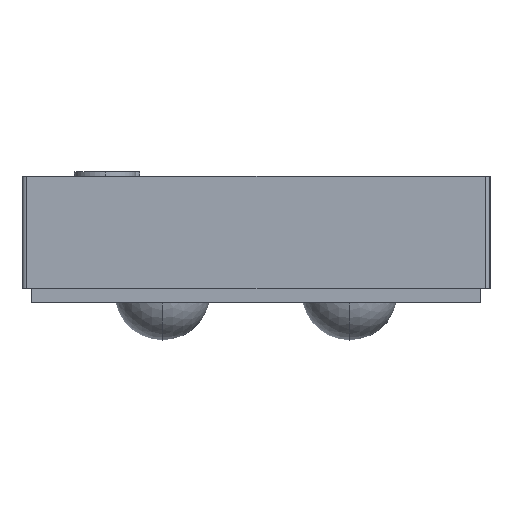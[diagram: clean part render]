
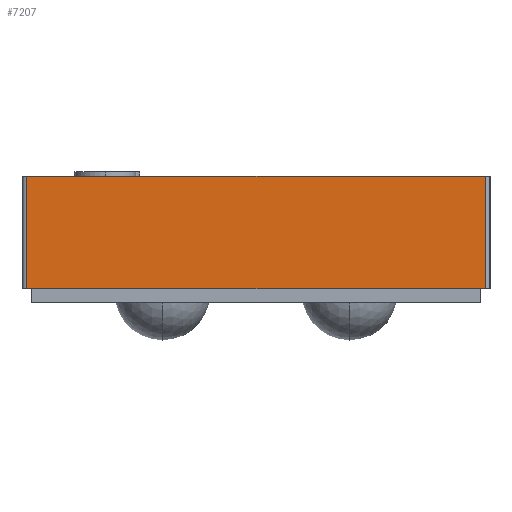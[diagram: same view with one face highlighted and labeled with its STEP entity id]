
A CAD part, left-side view. The second image highlights one B-rep face of the part: STEP entity #7207.
In plain terms, the highlighted planar face has unit normal (-1, 0, 0).
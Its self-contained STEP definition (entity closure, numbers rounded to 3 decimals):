
#103 = CARTESIAN_POINT ( 'NONE',  ( -0.75, -0.5, 0.03 ) ) ;
#201 = CARTESIAN_POINT ( 'NONE',  ( -0.75, 0.49, 0.27 ) ) ;
#266 = VERTEX_POINT ( 'NONE', #4548 ) ;
#557 = CARTESIAN_POINT ( 'NONE',  ( -0.75, 0.5, 0.27 ) ) ;
#986 = VECTOR ( 'NONE', #11747, 1000. ) ;
#1247 = DIRECTION ( 'NONE',  ( 0., 0., -1. ) ) ;
#2253 = CARTESIAN_POINT ( 'NONE',  ( -0.75, 0.49, 0.03 ) ) ;
#2339 = LINE ( 'NONE', #8964, #3092 ) ;
#2783 = EDGE_CURVE ( 'NONE', #2869, #4930, #7832, .T. ) ;
#2869 = VERTEX_POINT ( 'NONE', #201 ) ;
#2964 = LINE ( 'NONE', #103, #5298 ) ;
#3092 = VECTOR ( 'NONE', #11900, 1000. ) ;
#3128 = LINE ( 'NONE', #4999, #986 ) ;
#3312 = DIRECTION ( 'NONE',  ( 0., 1., 0. ) ) ;
#3438 = EDGE_CURVE ( 'NONE', #2869, #266, #2339, .T. ) ;
#3443 = CARTESIAN_POINT ( 'NONE',  ( -0.75, -0.49, 0.03 ) ) ;
#4548 = CARTESIAN_POINT ( 'NONE',  ( -0.75, -0.49, 0.27 ) ) ;
#4854 = ORIENTED_EDGE ( 'NONE', *, *, #3438, .F. ) ;
#4930 = VERTEX_POINT ( 'NONE', #2253 ) ;
#4970 = AXIS2_PLACEMENT_3D ( 'NONE', #557, #7284, #3312 ) ;
#4999 = CARTESIAN_POINT ( 'NONE',  ( -0.75, -0.49, 0.27 ) ) ;
#5298 = VECTOR ( 'NONE', #8475, 1000. ) ;
#6250 = PLANE ( 'NONE',  #4970 ) ;
#6463 = VECTOR ( 'NONE', #1247, 1000. ) ;
#7027 = ORIENTED_EDGE ( 'NONE', *, *, #2783, .T. ) ;
#7099 = EDGE_CURVE ( 'NONE', #7835, #266, #3128, .T. ) ;
#7185 = ORIENTED_EDGE ( 'NONE', *, *, #7099, .T. ) ;
#7207 = ADVANCED_FACE ( 'NONE', ( #11991 ), #6250, .F. ) ;
#7284 = DIRECTION ( 'NONE',  ( 1., 0., 0. ) ) ;
#7484 = EDGE_CURVE ( 'NONE', #7835, #4930, #2964, .T. ) ;
#7832 = LINE ( 'NONE', #9694, #6463 ) ;
#7835 = VERTEX_POINT ( 'NONE', #3443 ) ;
#7859 = EDGE_LOOP ( 'NONE', ( #9236, #7185, #4854, #7027 ) ) ;
#8475 = DIRECTION ( 'NONE',  ( 0., 1., 0. ) ) ;
#8964 = CARTESIAN_POINT ( 'NONE',  ( -0.75, 0.5, 0.27 ) ) ;
#9236 = ORIENTED_EDGE ( 'NONE', *, *, #7484, .F. ) ;
#9694 = CARTESIAN_POINT ( 'NONE',  ( -0.75, 0.49, 0.27 ) ) ;
#11747 = DIRECTION ( 'NONE',  ( 0., 0., 1. ) ) ;
#11900 = DIRECTION ( 'NONE',  ( 0., -1., 0. ) ) ;
#11991 = FACE_OUTER_BOUND ( 'NONE', #7859, .T. ) ;
